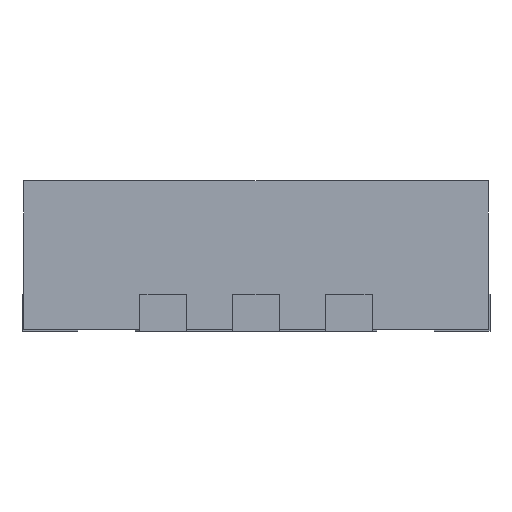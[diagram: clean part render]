
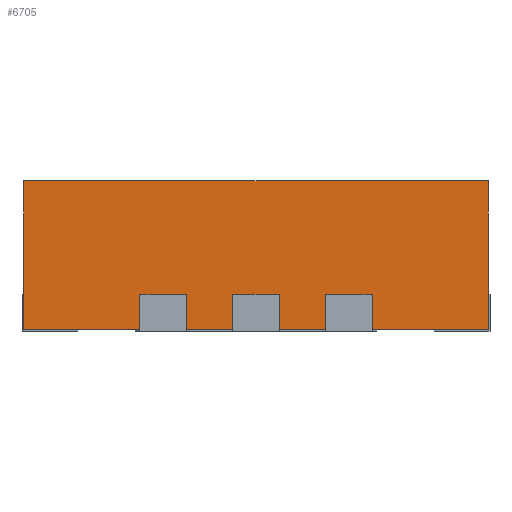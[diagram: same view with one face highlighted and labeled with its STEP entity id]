
A CAD part, front view. The second image highlights one B-rep face of the part: STEP entity #6705.
In plain terms, the highlighted planar face has unit normal (0, -1, 0).
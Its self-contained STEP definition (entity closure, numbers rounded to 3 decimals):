
#154 = VERTEX_POINT ( 'NONE', #8605 ) ;
#181 = DIRECTION ( 'NONE',  ( 1., 0., 0. ) ) ;
#242 = AXIS2_PLACEMENT_3D ( 'NONE', #4764, #925, #4669 ) ;
#336 = ORIENTED_EDGE ( 'NONE', *, *, #727, .T. ) ;
#676 = VECTOR ( 'NONE', #2929, 1000. ) ;
#727 = EDGE_CURVE ( 'NONE', #154, #12815, #14519, .T. ) ;
#925 = DIRECTION ( 'NONE',  ( 0., 1., 0. ) ) ;
#1076 = VECTOR ( 'NONE', #10195, 1000. ) ;
#1160 = DIRECTION ( 'NONE',  ( 1., 0., 0. ) ) ;
#1175 = LINE ( 'NONE', #5873, #6904 ) ;
#1401 = LINE ( 'NONE', #14755, #1076 ) ;
#1470 = CARTESIAN_POINT ( 'NONE',  ( -1.25, -1.25, 0.01 ) ) ;
#1507 = LINE ( 'NONE', #11078, #8825 ) ;
#1693 = CARTESIAN_POINT ( 'NONE',  ( -1.25, -1.25, 0.01 ) ) ;
#1899 = VECTOR ( 'NONE', #7764, 1000. ) ;
#2140 = VERTEX_POINT ( 'NONE', #15313 ) ;
#2203 = CARTESIAN_POINT ( 'NONE',  ( -0.625, -1.25, 0.2 ) ) ;
#2242 = LINE ( 'NONE', #6418, #1899 ) ;
#2295 = VECTOR ( 'NONE', #8467, 1000. ) ;
#2326 = CARTESIAN_POINT ( 'NONE',  ( 1.25, -1.25, 0.01 ) ) ;
#2392 = VERTEX_POINT ( 'NONE', #10196 ) ;
#2587 = EDGE_CURVE ( 'NONE', #9265, #8959, #3839, .T. ) ;
#2589 = LINE ( 'NONE', #12208, #8953 ) ;
#2859 = CARTESIAN_POINT ( 'NONE',  ( 0.625, -1.25, 0.81 ) ) ;
#2929 = DIRECTION ( 'NONE',  ( 1., 0., 0. ) ) ;
#3043 = EDGE_CURVE ( 'NONE', #3635, #154, #8905, .T. ) ;
#3448 = CARTESIAN_POINT ( 'NONE',  ( -0.375, -1.25, 0.01 ) ) ;
#3608 = EDGE_CURVE ( 'NONE', #2140, #14534, #14161, .T. ) ;
#3614 = ORIENTED_EDGE ( 'NONE', *, *, #4780, .T. ) ;
#3635 = VERTEX_POINT ( 'NONE', #3448 ) ;
#3679 = CARTESIAN_POINT ( 'NONE',  ( 0.125, -1.25, 0.01 ) ) ;
#3704 = VECTOR ( 'NONE', #15282, 1000. ) ;
#3839 = LINE ( 'NONE', #14710, #10292 ) ;
#3977 = ORIENTED_EDGE ( 'NONE', *, *, #5854, .T. ) ;
#4228 = VERTEX_POINT ( 'NONE', #4741 ) ;
#4441 = ORIENTED_EDGE ( 'NONE', *, *, #3608, .F. ) ;
#4537 = VERTEX_POINT ( 'NONE', #3679 ) ;
#4634 = CARTESIAN_POINT ( 'NONE',  ( 1.25, -1.25, 0.81 ) ) ;
#4669 = DIRECTION ( 'NONE',  ( 0., 0., 1. ) ) ;
#4741 = CARTESIAN_POINT ( 'NONE',  ( -1.25, -1.25, 0.81 ) ) ;
#4764 = CARTESIAN_POINT ( 'NONE',  ( -1.25, -1.25, 0.81 ) ) ;
#4780 = EDGE_CURVE ( 'NONE', #10138, #9265, #1401, .T. ) ;
#4802 = ORIENTED_EDGE ( 'NONE', *, *, #5762, .T. ) ;
#4976 = VERTEX_POINT ( 'NONE', #1470 ) ;
#5064 = DIRECTION ( 'NONE',  ( 1., 0., 0. ) ) ;
#5105 = EDGE_CURVE ( 'NONE', #4228, #2140, #2589, .T. ) ;
#5324 = CARTESIAN_POINT ( 'NONE',  ( -1.25, -1.25, 0.2 ) ) ;
#5368 = VECTOR ( 'NONE', #10595, 1000. ) ;
#5412 = ORIENTED_EDGE ( 'NONE', *, *, #5105, .F. ) ;
#5566 = EDGE_CURVE ( 'NONE', #2392, #10388, #1175, .T. ) ;
#5762 = EDGE_CURVE ( 'NONE', #6029, #14534, #12521, .T. ) ;
#5830 = ORIENTED_EDGE ( 'NONE', *, *, #2587, .T. ) ;
#5854 = EDGE_CURVE ( 'NONE', #4976, #10138, #14436, .T. ) ;
#5873 = CARTESIAN_POINT ( 'NONE',  ( 0.375, -1.25, 0.81 ) ) ;
#6029 = VERTEX_POINT ( 'NONE', #15441 ) ;
#6340 = DIRECTION ( 'NONE',  ( 1., 0., 0. ) ) ;
#6412 = LINE ( 'NONE', #5324, #9610 ) ;
#6418 = CARTESIAN_POINT ( 'NONE',  ( -1.25, -1.25, 0.81 ) ) ;
#6524 = EDGE_CURVE ( 'NONE', #10388, #7699, #1507, .T. ) ;
#6535 = DIRECTION ( 'NONE',  ( 1., 0., 0. ) ) ;
#6597 = EDGE_CURVE ( 'NONE', #7699, #6029, #10283, .T. ) ;
#6705 = ADVANCED_FACE ( 'NONE', ( #10509 ), #12849, .F. ) ;
#6904 = VECTOR ( 'NONE', #14297, 1000. ) ;
#7086 = LINE ( 'NONE', #8201, #3704 ) ;
#7092 = ORIENTED_EDGE ( 'NONE', *, *, #9844, .T. ) ;
#7110 = LINE ( 'NONE', #13005, #2295 ) ;
#7699 = VERTEX_POINT ( 'NONE', #11370 ) ;
#7718 = VECTOR ( 'NONE', #10624, 1000. ) ;
#7764 = DIRECTION ( 'NONE',  ( 0., 0., -1. ) ) ;
#7852 = DIRECTION ( 'NONE',  ( 1., 0., 0. ) ) ;
#7978 = DIRECTION ( 'NONE',  ( 0., 0., -1. ) ) ;
#8147 = VECTOR ( 'NONE', #1160, 1000. ) ;
#8201 = CARTESIAN_POINT ( 'NONE',  ( -0.375, -1.25, 0.81 ) ) ;
#8335 = VECTOR ( 'NONE', #7852, 1000. ) ;
#8389 = EDGE_CURVE ( 'NONE', #12815, #11016, #6412, .T. ) ;
#8437 = DIRECTION ( 'NONE',  ( 1., 0., 0. ) ) ;
#8467 = DIRECTION ( 'NONE',  ( 0., 0., -1. ) ) ;
#8480 = CARTESIAN_POINT ( 'NONE',  ( -1.25, -1.25, 0.01 ) ) ;
#8567 = CARTESIAN_POINT ( 'NONE',  ( -0.125, -1.25, 0.81 ) ) ;
#8605 = CARTESIAN_POINT ( 'NONE',  ( -0.125, -1.25, 0.01 ) ) ;
#8825 = VECTOR ( 'NONE', #181, 1000. ) ;
#8905 = LINE ( 'NONE', #1693, #8335 ) ;
#8953 = VECTOR ( 'NONE', #5064, 1000. ) ;
#8959 = VERTEX_POINT ( 'NONE', #13178 ) ;
#9265 = VERTEX_POINT ( 'NONE', #2203 ) ;
#9610 = VECTOR ( 'NONE', #6340, 1000. ) ;
#9844 = EDGE_CURVE ( 'NONE', #4228, #4976, #2242, .T. ) ;
#9867 = ORIENTED_EDGE ( 'NONE', *, *, #5566, .T. ) ;
#9981 = LINE ( 'NONE', #12542, #676 ) ;
#10138 = VERTEX_POINT ( 'NONE', #11276 ) ;
#10195 = DIRECTION ( 'NONE',  ( 0., 0., 1. ) ) ;
#10196 = CARTESIAN_POINT ( 'NONE',  ( 0.375, -1.25, 0.01 ) ) ;
#10283 = LINE ( 'NONE', #2859, #14072 ) ;
#10292 = VECTOR ( 'NONE', #8437, 1000. ) ;
#10299 = ORIENTED_EDGE ( 'NONE', *, *, #3043, .T. ) ;
#10317 = CARTESIAN_POINT ( 'NONE',  ( 0.375, -1.25, 0.2 ) ) ;
#10388 = VERTEX_POINT ( 'NONE', #10317 ) ;
#10509 = FACE_OUTER_BOUND ( 'NONE', #14920, .T. ) ;
#10595 = DIRECTION ( 'NONE',  ( 0., 0., 1. ) ) ;
#10624 = DIRECTION ( 'NONE',  ( 0., 0., -1. ) ) ;
#10822 = CARTESIAN_POINT ( 'NONE',  ( -1.25, -1.25, 0.01 ) ) ;
#10881 = EDGE_CURVE ( 'NONE', #4537, #2392, #9981, .T. ) ;
#10917 = VECTOR ( 'NONE', #6535, 1000. ) ;
#11016 = VERTEX_POINT ( 'NONE', #11828 ) ;
#11078 = CARTESIAN_POINT ( 'NONE',  ( -1.25, -1.25, 0.2 ) ) ;
#11276 = CARTESIAN_POINT ( 'NONE',  ( -0.625, -1.25, 0.01 ) ) ;
#11370 = CARTESIAN_POINT ( 'NONE',  ( 0.625, -1.25, 0.2 ) ) ;
#11407 = ORIENTED_EDGE ( 'NONE', *, *, #8389, .T. ) ;
#11709 = ORIENTED_EDGE ( 'NONE', *, *, #10881, .T. ) ;
#11828 = CARTESIAN_POINT ( 'NONE',  ( 0.125, -1.25, 0.2 ) ) ;
#11979 = CARTESIAN_POINT ( 'NONE',  ( -0.125, -1.25, 0.2 ) ) ;
#12208 = CARTESIAN_POINT ( 'NONE',  ( -1.25, -1.25, 0.81 ) ) ;
#12329 = ORIENTED_EDGE ( 'NONE', *, *, #6524, .T. ) ;
#12521 = LINE ( 'NONE', #8480, #10917 ) ;
#12542 = CARTESIAN_POINT ( 'NONE',  ( -1.25, -1.25, 0.01 ) ) ;
#12665 = ORIENTED_EDGE ( 'NONE', *, *, #15301, .T. ) ;
#12688 = EDGE_CURVE ( 'NONE', #11016, #4537, #7110, .T. ) ;
#12815 = VERTEX_POINT ( 'NONE', #11979 ) ;
#12849 = PLANE ( 'NONE',  #242 ) ;
#13005 = CARTESIAN_POINT ( 'NONE',  ( 0.125, -1.25, 0.81 ) ) ;
#13178 = CARTESIAN_POINT ( 'NONE',  ( -0.375, -1.25, 0.2 ) ) ;
#14072 = VECTOR ( 'NONE', #7978, 1000. ) ;
#14161 = LINE ( 'NONE', #4634, #7718 ) ;
#14297 = DIRECTION ( 'NONE',  ( 0., 0., 1. ) ) ;
#14436 = LINE ( 'NONE', #10822, #8147 ) ;
#14478 = ORIENTED_EDGE ( 'NONE', *, *, #12688, .T. ) ;
#14519 = LINE ( 'NONE', #8567, #5368 ) ;
#14534 = VERTEX_POINT ( 'NONE', #2326 ) ;
#14710 = CARTESIAN_POINT ( 'NONE',  ( -1.25, -1.25, 0.2 ) ) ;
#14755 = CARTESIAN_POINT ( 'NONE',  ( -0.625, -1.25, 0.81 ) ) ;
#14920 = EDGE_LOOP ( 'NONE', ( #11709, #9867, #12329, #15350, #4802, #4441, #5412, #7092, #3977, #3614, #5830, #12665, #10299, #336, #11407, #14478 ) ) ;
#15282 = DIRECTION ( 'NONE',  ( 0., 0., -1. ) ) ;
#15301 = EDGE_CURVE ( 'NONE', #8959, #3635, #7086, .T. ) ;
#15313 = CARTESIAN_POINT ( 'NONE',  ( 1.25, -1.25, 0.81 ) ) ;
#15350 = ORIENTED_EDGE ( 'NONE', *, *, #6597, .T. ) ;
#15441 = CARTESIAN_POINT ( 'NONE',  ( 0.625, -1.25, 0.01 ) ) ;
